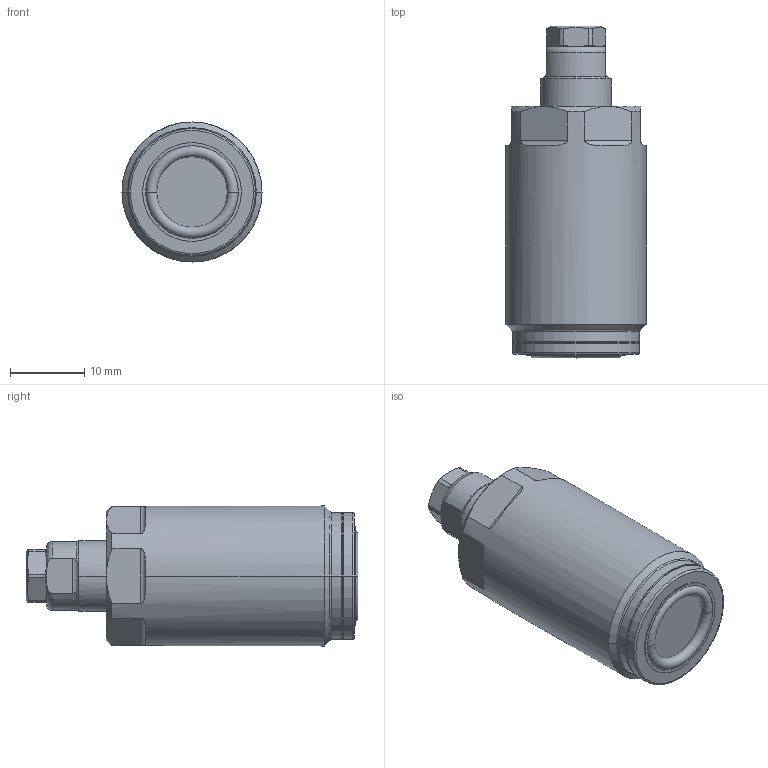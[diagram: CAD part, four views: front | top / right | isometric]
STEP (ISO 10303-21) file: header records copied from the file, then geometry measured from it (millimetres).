
FILE_DESCRIPTION((''),'2;1');
FILE_NAME('ILC10070410','2020-06-22T',('Asawyer'),(''),'PRO/ENGINEER BY PARAMETRIC TECHNOLOGY CORPORATION, 2013320','PRO/ENGINEER BY PARAMETRIC TECHNOLOGY CORPORATION, 2013320','');
FILE_SCHEMA(('CONFIG_CONTROL_DESIGN'));
Length unit declared in the file: inch
Products named in the file (1): ILC10070410
Bounding box: 18.9 x 44.79 x 18.9 mm (x, y, z)
Volume: 9469.8 mm3; surface area: 5084.8 mm2
Topology: 1 solids, 3 shells, 109 faces, 259 edges, 162 vertices
Faces by surface type: cylinder 38, plane 34, cone 19, torus 16, bspline 2
Entity records: 3686 total; most frequent: CARTESIAN_POINT 1120, DIRECTION 551, ORIENTED_EDGE 514, EDGE_CURVE 259, AXIS2_PLACEMENT_3D 236, VERTEX_POINT 162, CIRCLE 128, EDGE_LOOP 117
